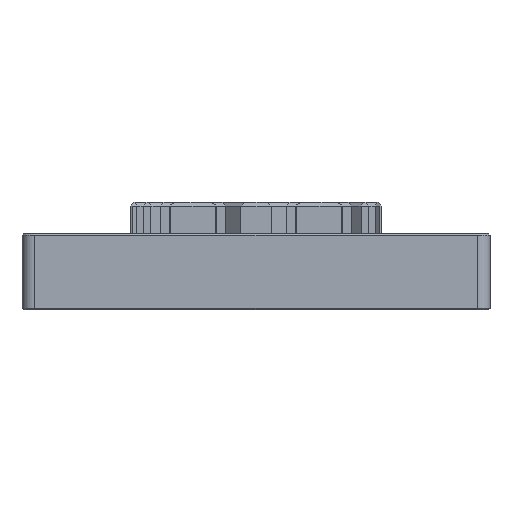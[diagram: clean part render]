
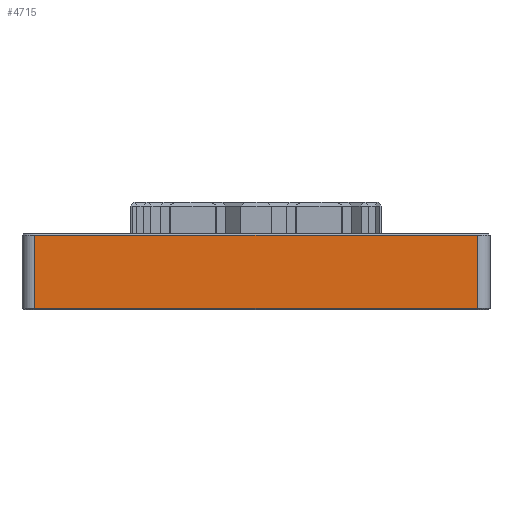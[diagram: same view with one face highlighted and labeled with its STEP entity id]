
A CAD part, left-side view. The second image highlights one B-rep face of the part: STEP entity #4715.
In plain terms, the highlighted planar face has unit normal (-1, 0, 0).
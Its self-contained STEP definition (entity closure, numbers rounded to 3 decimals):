
#147=FACE_OUTER_BOUND('',#430,.T.);
#430=EDGE_LOOP('',(#3477,#3478,#3479,#3480));
#916=LINE('',#7097,#1565);
#924=LINE('',#7117,#1573);
#925=LINE('',#7121,#1574);
#926=LINE('',#7122,#1575);
#1565=VECTOR('',#5681,10.);
#1573=VECTOR('',#5703,10.);
#1574=VECTOR('',#5708,10.);
#1575=VECTOR('',#5709,10.);
#2152=VERTEX_POINT('',#7087);
#2154=VERTEX_POINT('',#7093);
#2160=VERTEX_POINT('',#7116);
#2161=VERTEX_POINT('',#7120);
#2635=EDGE_CURVE('',#2152,#2154,#916,.T.);
#2645=EDGE_CURVE('',#2154,#2160,#924,.T.);
#2647=EDGE_CURVE('',#2161,#2152,#925,.T.);
#2648=EDGE_CURVE('',#2160,#2161,#926,.T.);
#3477=ORIENTED_EDGE('',*,*,#2635,.F.);
#3478=ORIENTED_EDGE('',*,*,#2647,.F.);
#3479=ORIENTED_EDGE('',*,*,#2648,.F.);
#3480=ORIENTED_EDGE('',*,*,#2645,.F.);
#4449=PLANE('',#5013);
#4715=ADVANCED_FACE('',(#147),#4449,.T.);
#5013=AXIS2_PLACEMENT_3D('',#7119,#5706,#5707);
#5681=DIRECTION('',(0.,-1.,0.));
#5703=DIRECTION('',(0.,0.,-1.));
#5706=DIRECTION('center_axis',(-1.,0.,0.));
#5707=DIRECTION('ref_axis',(0.,1.,0.));
#5708=DIRECTION('',(0.,0.,1.));
#5709=DIRECTION('',(0.,1.,0.));
#7087=CARTESIAN_POINT('',(-20.,35.151,9.8));
#7093=CARTESIAN_POINT('',(-20.,-35.151,9.8));
#7097=CARTESIAN_POINT('',(-20.,-19.985,9.8));
#7116=CARTESIAN_POINT('',(-20.,-35.151,-1.8));
#7117=CARTESIAN_POINT('',(-20.,-35.151,0.));
#7119=CARTESIAN_POINT('Origin',(-20.,-39.971,0.));
#7120=CARTESIAN_POINT('',(-20.,35.151,-1.8));
#7121=CARTESIAN_POINT('',(-20.,35.151,0.));
#7122=CARTESIAN_POINT('',(-20.,-19.985,-1.8));
